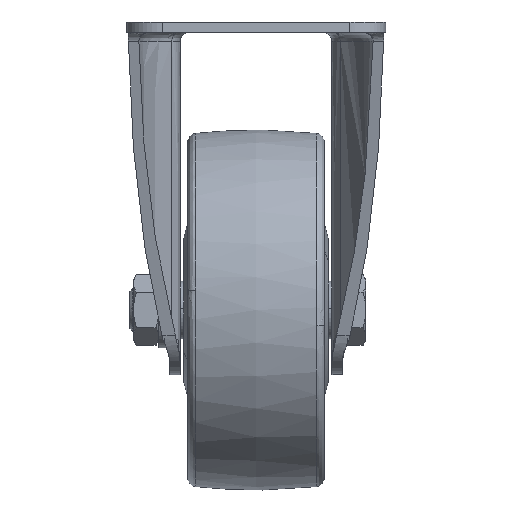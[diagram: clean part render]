
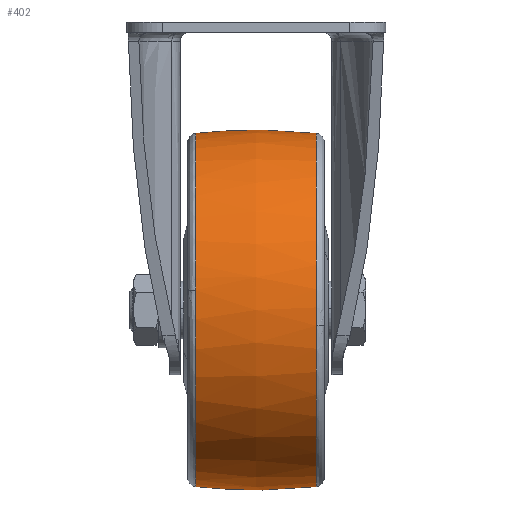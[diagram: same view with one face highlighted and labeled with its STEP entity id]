
A CAD part, left-side view. The second image highlights one B-rep face of the part: STEP entity #402.
In plain terms, the highlighted free-form (B-spline) face has degree [2, 2] with [5, 7] control points.
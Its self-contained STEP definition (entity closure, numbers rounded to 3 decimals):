
#68=CARTESIAN_POINT('',(-48.745,16.78,-74.463));
#69=VERTEX_POINT('',#68);
#83=CARTESIAN_POINT('',(0.0,16.78,-30.941));
#84=VERTEX_POINT('',#83);
#85=CARTESIAN_POINT('',(0.0,16.78,-30.941));
#86=CARTESIAN_POINT('',(-43.802,16.78,-30.941));
#87=CARTESIAN_POINT('',(-48.745,16.78,-74.463));
#95=(BOUNDED_CURVE()B_SPLINE_CURVE(2,(#85,#86,#87),.UNSPECIFIED.,.F.,.U.)B_SPLINE_CURVE_WITH_KNOTS((3,3),(0.5,0.73),.UNSPECIFIED.)CURVE()GEOMETRIC_REPRESENTATION_ITEM()RATIONAL_B_SPLINE_CURVE((1.0,0.73,0.958))REPRESENTATION_ITEM(''));
#96=EDGE_CURVE('',#84,#69,#95,.T.);
#176=CARTESIAN_POINT('',(0.0,16.78,-129.059));
#177=VERTEX_POINT('',#176);
#191=CARTESIAN_POINT('',(-48.745,16.78,-74.463));
#192=CARTESIAN_POINT('',(-49.059,16.78,-77.223));
#193=CARTESIAN_POINT('',(-49.059,16.78,-80.));
#194=CARTESIAN_POINT('',(-49.059,16.78,-129.059));
#195=CARTESIAN_POINT('',(0.0,16.78,-129.059));
#203=(BOUNDED_CURVE()B_SPLINE_CURVE(2,(#191,#192,#193,#194,#195),.UNSPECIFIED.,.F.,.U.)B_SPLINE_CURVE_WITH_KNOTS((3,2,3),(0.73,0.75,1.0),.UNSPECIFIED.)CURVE()GEOMETRIC_REPRESENTATION_ITEM()RATIONAL_B_SPLINE_CURVE((0.958,0.977,1.0,0.707,1.0))REPRESENTATION_ITEM(''));
#204=EDGE_CURVE('',#69,#177,#203,.T.);
#268=CARTESIAN_POINT('',(0.0,-16.78,-129.059));
#269=VERTEX_POINT('',#268);
#270=CARTESIAN_POINT('',(0.0,-16.78,-129.059));
#271=CARTESIAN_POINT('',(0.0,-11.036,-129.705));
#272=CARTESIAN_POINT('',(0.0,0.176,-130.314));
#273=CARTESIAN_POINT('',(0.0,11.384,-129.666));
#274=CARTESIAN_POINT('',(0.0,16.78,-129.059));
#275=B_SPLINE_CURVE_WITH_KNOTS('',3,(#270,#271,#272,#273,#274),.UNSPECIFIED.,.F.,.U.,(4,1,4),(0.,17.34,33.63),.UNSPECIFIED.);
#276=EDGE_CURVE('',#269,#177,#275,.T.);
#280=CARTESIAN_POINT('',(0.0,-16.78,-30.941));
#281=VERTEX_POINT('',#280);
#282=CARTESIAN_POINT('',(0.0,-16.78,-30.941));
#283=CARTESIAN_POINT('',(0.0,-10.34,-30.216));
#284=CARTESIAN_POINT('',(0.0,0.881,-29.686));
#285=CARTESIAN_POINT('',(0.0,12.08,-30.412));
#286=CARTESIAN_POINT('',(0.0,16.78,-30.941));
#287=B_SPLINE_CURVE_WITH_KNOTS('',3,(#282,#283,#284,#285,#286),.UNSPECIFIED.,.F.,.U.,(4,1,4),(0.,19.442,33.63),.UNSPECIFIED.);
#288=EDGE_CURVE('',#281,#84,#287,.T.);
#323=CARTESIAN_POINT('',(1.366,-18.466,-31.141));
#324=CARTESIAN_POINT('',(1.398,-9.268,-30.));
#325=CARTESIAN_POINT('',(1.398,0.,-30.));
#326=CARTESIAN_POINT('',(1.398,9.268,-30.));
#327=CARTESIAN_POINT('',(1.366,18.466,-31.141));
#328=CARTESIAN_POINT('',(0.687,-18.466,-31.141));
#329=CARTESIAN_POINT('',(0.703,-9.268,-30.));
#330=CARTESIAN_POINT('',(0.703,0.,-30.));
#331=CARTESIAN_POINT('',(0.703,9.268,-30.));
#332=CARTESIAN_POINT('',(0.687,18.466,-31.141));
#333=CARTESIAN_POINT('',(-48.859,-18.466,-31.141));
#334=CARTESIAN_POINT('',(-50.,-9.268,-30.));
#335=CARTESIAN_POINT('',(-50.,0.,-30.));
#336=CARTESIAN_POINT('',(-50.,9.268,-30.));
#337=CARTESIAN_POINT('',(-48.859,18.466,-31.141));
#338=CARTESIAN_POINT('',(-48.859,-18.466,-80.0));
#339=CARTESIAN_POINT('',(-50.,-9.268,-80.0));
#340=CARTESIAN_POINT('',(-50.,0.,-80.0));
#341=CARTESIAN_POINT('',(-50.,9.268,-80.0));
#342=CARTESIAN_POINT('',(-48.859,18.466,-80.));
#343=CARTESIAN_POINT('',(-48.859,-18.466,-128.859));
#344=CARTESIAN_POINT('',(-50.,-9.268,-130.0));
#345=CARTESIAN_POINT('',(-50.,0.,-130.0));
#346=CARTESIAN_POINT('',(-50.,9.268,-130.0));
#347=CARTESIAN_POINT('',(-48.859,18.466,-128.859));
#348=CARTESIAN_POINT('',(0.687,-18.466,-128.859));
#349=CARTESIAN_POINT('',(0.703,-9.268,-130.));
#350=CARTESIAN_POINT('',(0.703,0.,-130.));
#351=CARTESIAN_POINT('',(0.703,9.268,-130.));
#352=CARTESIAN_POINT('',(0.687,18.466,-128.859));
#353=CARTESIAN_POINT('',(1.366,-18.466,-128.859));
#354=CARTESIAN_POINT('',(1.398,-9.268,-130.0));
#355=CARTESIAN_POINT('',(1.398,0.,-130.));
#356=CARTESIAN_POINT('',(1.398,9.268,-130.));
#357=CARTESIAN_POINT('',(1.366,18.466,-128.859));
#365=(BOUNDED_SURFACE()B_SPLINE_SURFACE(2,2,((#323,#328,#333,#338,#343,#348,#353),(#324,#329,#334,#339,#344,#349,#354),(#325,#330,#335,#340,#345,#350,#355),(#326,#331,#336,#341,#346,#351,#356),(#327,#332,#337,#342,#347,#352,#357)),.UNSPECIFIED.,.F.,.F.,.U.)B_SPLINE_SURFACE_WITH_KNOTS((3,2,3),(3,1,2,1,3),(0.0,18.709,37.418),(0.0,1.657,84.5,167.342,168.999),.UNSPECIFIED.)GEOMETRIC_REPRESENTATION_ITEM()RATIONAL_B_SPLINE_SURFACE(((0.989,0.984,0.691,0.978,0.691,0.984,0.989),(0.999,0.993,0.698,0.987,0.698,0.993,0.999),(1.012,1.006,0.707,1.0,0.707,1.006,1.012),(0.999,0.993,0.698,0.987,0.698,0.993,0.999),(0.989,0.984,0.691,0.978,0.691,0.984,0.989)))REPRESENTATION_ITEM('')SURFACE());
#366=ORIENTED_EDGE('',*,*,#276,.F.);
#367=CARTESIAN_POINT('',(-48.869,-16.78,-84.31));
#368=VERTEX_POINT('',#367);
#369=CARTESIAN_POINT('',(-48.869,-16.78,-84.31));
#370=CARTESIAN_POINT('',(-44.922,-16.78,-129.059));
#371=CARTESIAN_POINT('',(0.0,-16.78,-129.059));
#379=(BOUNDED_CURVE()B_SPLINE_CURVE(2,(#369,#370,#371),.UNSPECIFIED.,.F.,.U.)B_SPLINE_CURVE_WITH_KNOTS((3,3),(0.765,1.0),.UNSPECIFIED.)CURVE()GEOMETRIC_REPRESENTATION_ITEM()RATIONAL_B_SPLINE_CURVE((0.966,0.725,1.0))REPRESENTATION_ITEM(''));
#380=EDGE_CURVE('',#368,#269,#379,.T.);
#381=ORIENTED_EDGE('',*,*,#380,.F.);
#382=CARTESIAN_POINT('',(0.0,-16.78,-30.941));
#383=CARTESIAN_POINT('',(-49.059,-16.78,-30.941));
#384=CARTESIAN_POINT('',(-49.059,-16.78,-80.));
#385=CARTESIAN_POINT('',(-49.059,-16.78,-82.159));
#386=CARTESIAN_POINT('',(-48.869,-16.78,-84.31));
#394=(BOUNDED_CURVE()B_SPLINE_CURVE(2,(#382,#383,#384,#385,#386),.UNSPECIFIED.,.F.,.U.)B_SPLINE_CURVE_WITH_KNOTS((3,2,3),(0.5,0.75,0.765),.UNSPECIFIED.)CURVE()GEOMETRIC_REPRESENTATION_ITEM()RATIONAL_B_SPLINE_CURVE((1.0,0.707,1.0,0.982,0.966))REPRESENTATION_ITEM(''));
#395=EDGE_CURVE('',#281,#368,#394,.T.);
#396=ORIENTED_EDGE('',*,*,#395,.F.);
#397=ORIENTED_EDGE('',*,*,#288,.T.);
#398=ORIENTED_EDGE('',*,*,#96,.T.);
#399=ORIENTED_EDGE('',*,*,#204,.T.);
#400=EDGE_LOOP('',(#366,#381,#396,#397,#398,#399));
#401=FACE_OUTER_BOUND('',#400,.T.);
#402=ADVANCED_FACE('',(#401),#365,.T.);
